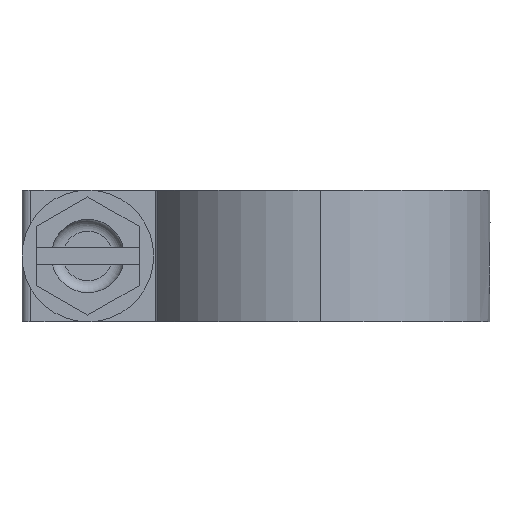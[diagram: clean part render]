
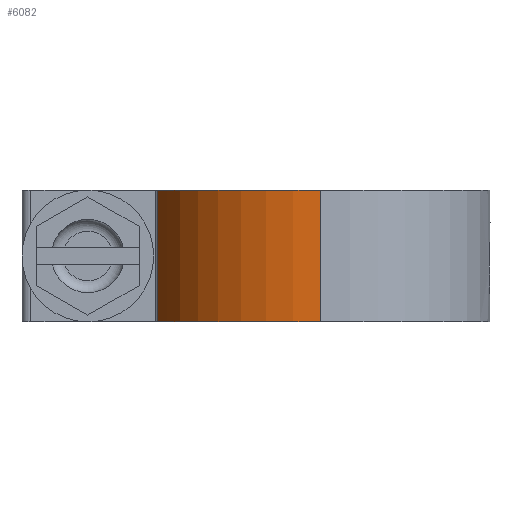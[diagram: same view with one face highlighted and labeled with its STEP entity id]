
A CAD part, left-side view. The second image highlights one B-rep face of the part: STEP entity #6082.
In plain terms, the highlighted cylindrical face has radius 11.6 mm (diameter 23.2 mm), a partial arc.
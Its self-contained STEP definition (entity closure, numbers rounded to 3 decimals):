
#4 = DIRECTION ( 'NONE',  ( 0., 0., -1. ) ) ;
#17 = EDGE_LOOP ( 'NONE', ( #744, #3832, #4770, #2346 ) ) ;
#452 = DIRECTION ( 'NONE',  ( 0., 0., -1. ) ) ;
#511 = CIRCLE ( 'NONE', #4432, 11.6 ) ;
#657 = CYLINDRICAL_SURFACE ( 'NONE', #2307, 11.6 ) ;
#744 = ORIENTED_EDGE ( 'NONE', *, *, #3400, .F. ) ;
#984 = CARTESIAN_POINT ( 'NONE',  ( 0., 0., -4.5 ) ) ;
#1037 = VERTEX_POINT ( 'NONE', #1904 ) ;
#1045 = CIRCLE ( 'NONE', #5732, 11.6 ) ;
#1118 = CARTESIAN_POINT ( 'NONE',  ( -3.183, 11.155, 4.5 ) ) ;
#1808 = DIRECTION ( 'NONE',  ( -1., 0., 0. ) ) ;
#1904 = CARTESIAN_POINT ( 'NONE',  ( -3.183, 11.155, -4.5 ) ) ;
#2021 = DIRECTION ( 'NONE',  ( 0., 0., -1. ) ) ;
#2307 = AXIS2_PLACEMENT_3D ( 'NONE', #6013, #3436, #1808 ) ;
#2346 = ORIENTED_EDGE ( 'NONE', *, *, #4427, .F. ) ;
#2533 = LINE ( 'NONE', #3513, #4295 ) ;
#2627 = DIRECTION ( 'NONE',  ( 1., 0., 0. ) ) ;
#2912 = CARTESIAN_POINT ( 'NONE',  ( -11.6, 0., 4.5 ) ) ;
#3079 = VERTEX_POINT ( 'NONE', #4180 ) ;
#3327 = FACE_OUTER_BOUND ( 'NONE', #17, .T. ) ;
#3400 = EDGE_CURVE ( 'NONE', #6053, #3079, #4486, .T. ) ;
#3436 = DIRECTION ( 'NONE',  ( 0., 0., -1. ) ) ;
#3513 = CARTESIAN_POINT ( 'NONE',  ( -3.183, 11.155, 4.5 ) ) ;
#3832 = ORIENTED_EDGE ( 'NONE', *, *, #6873, .T. ) ;
#4180 = CARTESIAN_POINT ( 'NONE',  ( -11.6, 0., -4.5 ) ) ;
#4295 = VECTOR ( 'NONE', #2021, 1000. ) ;
#4427 = EDGE_CURVE ( 'NONE', #3079, #1037, #1045, .T. ) ;
#4432 = AXIS2_PLACEMENT_3D ( 'NONE', #5923, #4, #4814 ) ;
#4486 = LINE ( 'NONE', #2912, #5184 ) ;
#4770 = ORIENTED_EDGE ( 'NONE', *, *, #5359, .T. ) ;
#4814 = DIRECTION ( 'NONE',  ( 1., 0., 0. ) ) ;
#5053 = DIRECTION ( 'NONE',  ( 0., 0., -1. ) ) ;
#5184 = VECTOR ( 'NONE', #5053, 1000. ) ;
#5359 = EDGE_CURVE ( 'NONE', #5402, #1037, #2533, .T. ) ;
#5402 = VERTEX_POINT ( 'NONE', #1118 ) ;
#5732 = AXIS2_PLACEMENT_3D ( 'NONE', #984, #452, #2627 ) ;
#5923 = CARTESIAN_POINT ( 'NONE',  ( 0., 0., 4.5 ) ) ;
#6013 = CARTESIAN_POINT ( 'NONE',  ( 0., 0., 4.5 ) ) ;
#6053 = VERTEX_POINT ( 'NONE', #6448 ) ;
#6082 = ADVANCED_FACE ( 'NONE', ( #3327 ), #657, .T. ) ;
#6448 = CARTESIAN_POINT ( 'NONE',  ( -11.6, 0., 4.5 ) ) ;
#6873 = EDGE_CURVE ( 'NONE', #6053, #5402, #511, .T. ) ;
